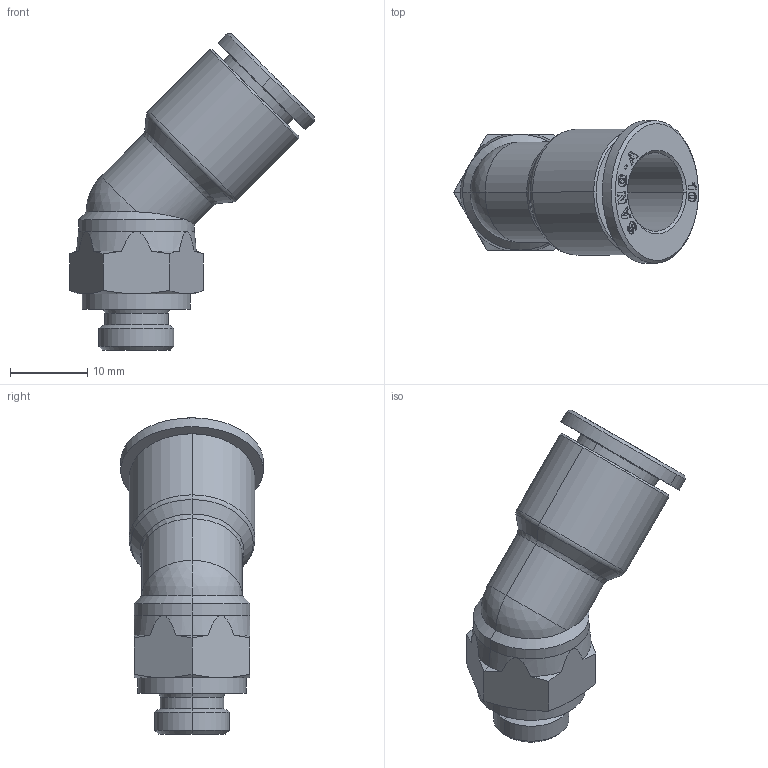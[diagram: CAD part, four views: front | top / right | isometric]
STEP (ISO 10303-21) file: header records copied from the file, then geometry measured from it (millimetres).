
FILE_DESCRIPTION((''),'2;1');
FILE_NAME('GPL45 10G01(3D).stp','2012-12-21T09:42:46',(''),(''),'Mechanical Desktop.R8.0.24.0','Mechanical Desktop.R8.0.24.0',', , ');
FILE_SCHEMA(('CONFIG_CONTROL_DESIGN'));
Length unit declared in the file: millimetre
Products named in the file (2): GPL45 10G01(3D); 睡ヶ1
Assembly tree (1 placements, depth 2):
  GPL45 10G01(3D)
    睡ヶ1
Bounding box: 31.71 x 18.5 x 40.95 mm (x, y, z)
Volume: 5145.4 mm3; surface area: 3456 mm2
Topology: 1 solids, 1 shells, 467 faces, 1297 edges, 848 vertices
Faces by surface type: plane 390, cone 44, cylinder 19, bspline 10, sphere 2, torus 2
Entity records: 15265 total; most frequent: CARTESIAN_POINT 3319, ORIENTED_EDGE 2590, DIRECTION 2246, EDGE_CURVE 1295, VECTOR 1152, LINE 1152, VERTEX_POINT 848, AXIS2_PLACEMENT_3D 547
